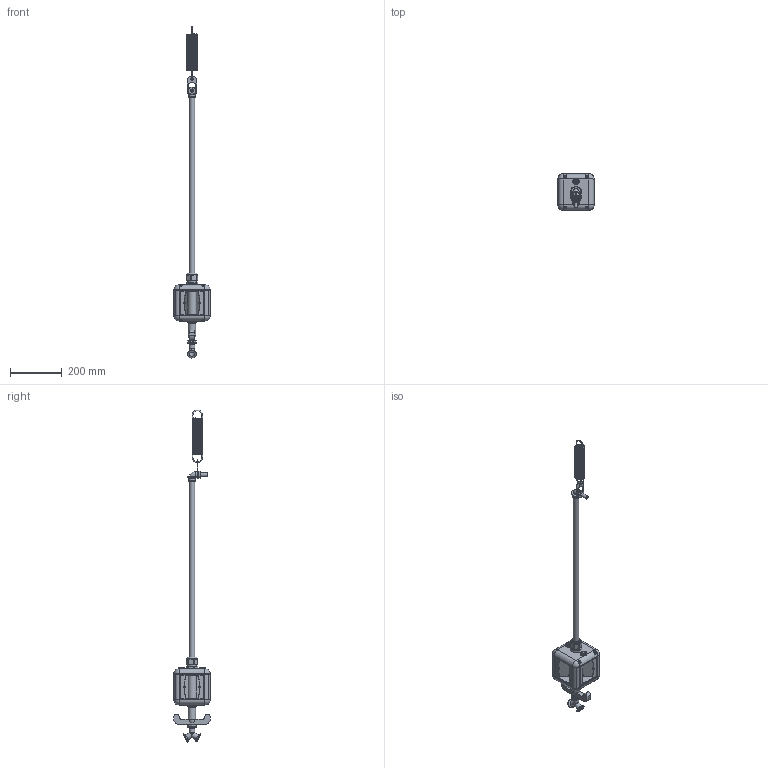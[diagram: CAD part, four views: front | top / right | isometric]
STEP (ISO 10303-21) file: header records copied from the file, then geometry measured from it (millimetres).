
FILE_DESCRIPTION (( 'STEP AP214' ), '1' );
FILE_NAME ('6109810.stp', '2021-05-03T09:51:53', ( '' ), ( '' ), 'SwSTEP 2.0', 'SolidWorks 2020', '' );
FILE_SCHEMA (( 'AUTOMOTIVE_DESIGN' ));
Length unit declared in the file: millimetre
Products named in the file (23): P_42511_4_Standard; P_42510_1_Standard; 42446_Standard; 42444; P_42403D_1; P_39440646_1_Standard; P_39440650_1_Standard; P_43330A_1; 42445_Standard; 35104321_Standard; P_53013AA_1_Standard; P_42509_1_Standard; P_34708_1; P_42448_1_Standard; 084081_Standard; P_42513_1; P_42511_2_Standard; P_43331A6_1; 34951BB_F〉 VH4-Einbau gebogen; P_42511_3_Standard; P_42511_1_Standard; 42447A_Standard; 6109810
Assembly tree (39 placements, depth 3):
  6109810
    P_39440646_1_Standard
    P_43331A6_1  x2
    P_43330A_1  x2
    P_42448_1_Standard
    P_39440650_1_Standard
    P_42403D_1
    P_34708_1  x2
    P_42511_1_Standard
      P_42511_4_Standard
      P_42511_3_Standard
      P_42511_2_Standard
    42444
    P_42513_1
    42447A_Standard
    P_42509_1_Standard
    42445_Standard
    42446_Standard
    P_53013AA_1_Standard  x8
    34951BB_F〉 VH4-Einbau gebogen
    35104321_Standard  x8
    084081_Standard
    P_42510_1_Standard
Bounding box: 140 x 140 x 1281.28 mm (x, y, z)
Volume: 662171.1 mm3; surface area: 495009 mm2
Topology: 40 solids, 42 shells, 942 faces, 2385 edges, 1555 vertices
Faces by surface type: plane 596, cylinder 226, torus 60, cone 30, sphere 20, bspline 10
Full cylindrical faces by diameter (mm): 2.5 x8, 3 x12, 4.4 x8, 7.5 x8, 8 x8, 8.3 x8, 10 x2, 13 x1, 16 x1, 18.5 x3, 18.7 x2, 20 x3, 21.3 x1, 21.7 x2, 22 x7, 22.7 x1, 24 x2, 24.5 x2, 24.78 x1, 25 x2, 27 x2, 27.5 x1, 28 x1, 28.4 x1, 30.5 x1, 31.78 x2, 32 x1, 34 x3, 35 x1, 35.98 x1
Entity records: 68212 total; most frequent: CARTESIAN_POINT 54212, DIRECTION 2608, ORIENTED_EDGE 2386, EDGE_CURVE 1193, AXIS2_PLACEMENT_3D 952, VERTEX_POINT 837, EDGE_LOOP 732, VECTOR 704
